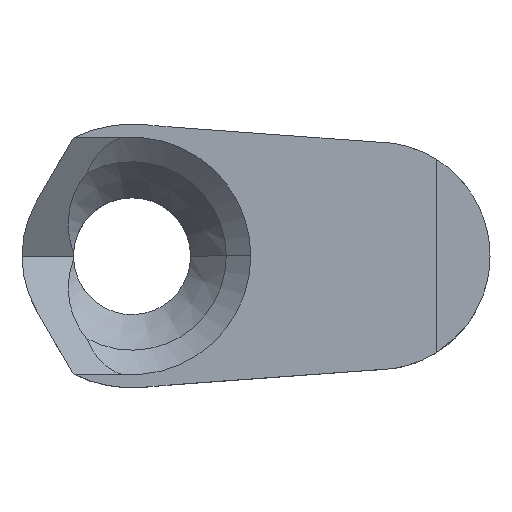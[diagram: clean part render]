
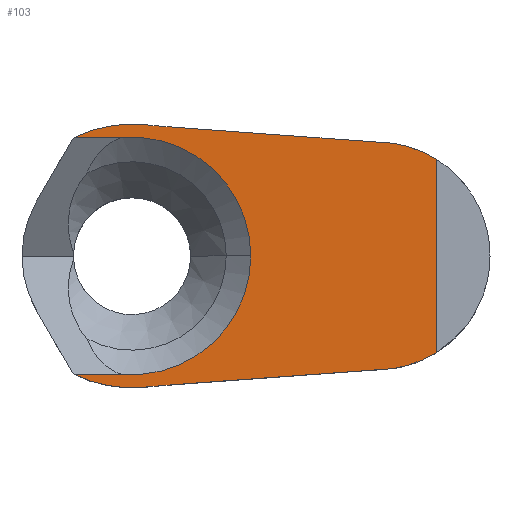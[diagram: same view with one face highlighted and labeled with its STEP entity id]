
A CAD part, top view. The second image highlights one B-rep face of the part: STEP entity #103.
In plain terms, the highlighted planar face has unit normal (0, 0, 1).
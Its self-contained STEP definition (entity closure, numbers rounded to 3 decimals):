
#6 = DIRECTION ( 'NONE',  ( 1., 0., 0. ) ) ;
#28 = ORIENTED_EDGE ( 'NONE', *, *, #874, .T. ) ;
#55 = CIRCLE ( 'NONE', #1060, 50. ) ;
#62 = CARTESIAN_POINT ( 'NONE',  ( 3.65, 0., 0. ) ) ;
#68 = CIRCLE ( 'NONE', #913, 3.5 ) ;
#103 = ADVANCED_FACE ( 'NONE', ( #247 ), #636, .T. ) ;
#105 = CARTESIAN_POINT ( 'NONE',  ( 0.295, 4.028, 0. ) ) ;
#110 = CARTESIAN_POINT ( 'NONE',  ( 1.375, -3.949, 0. ) ) ;
#164 = DIRECTION ( 'NONE',  ( 1., 0., 0. ) ) ;
#182 = VECTOR ( 'NONE', #1045, 1000. ) ;
#183 = ORIENTED_EDGE ( 'NONE', *, *, #1030, .T. ) ;
#187 = CARTESIAN_POINT ( 'NONE',  ( 5.032, -53.815, 0. ) ) ;
#193 = ORIENTED_EDGE ( 'NONE', *, *, #631, .F. ) ;
#212 = VERTEX_POINT ( 'NONE', #1220 ) ;
#223 = CARTESIAN_POINT ( 'NONE',  ( 7.5, -3.5, 0. ) ) ;
#242 = EDGE_CURVE ( 'NONE', #933, #902, #68, .T. ) ;
#244 = CARTESIAN_POINT ( 'NONE',  ( 9.35, 0., 0. ) ) ;
#247 = FACE_OUTER_BOUND ( 'NONE', #993, .T. ) ;
#292 = DIRECTION ( 'NONE',  ( 1., 0., 0. ) ) ;
#299 = VERTEX_POINT ( 'NONE', #936 ) ;
#300 = AXIS2_PLACEMENT_3D ( 'NONE', #540, #837, #292 ) ;
#301 = DIRECTION ( 'NONE',  ( 1., 0., 0. ) ) ;
#302 = CARTESIAN_POINT ( 'NONE',  ( 0., 0., 0. ) ) ;
#328 = EDGE_CURVE ( 'NONE', #1032, #551, #602, .T. ) ;
#345 = VERTEX_POINT ( 'NONE', #1127 ) ;
#357 = CIRCLE ( 'NONE', #986, 50. ) ;
#359 = VECTOR ( 'NONE', #939, 1000. ) ;
#379 = CIRCLE ( 'NONE', #960, 3.65 ) ;
#395 = EDGE_CURVE ( 'NONE', #212, #1126, #1240, .T. ) ;
#414 = CARTESIAN_POINT ( 'NONE',  ( 0.377, -4.032, 0. ) ) ;
#430 = ORIENTED_EDGE ( 'NONE', *, *, #680, .T. ) ;
#435 = LINE ( 'NONE', #1217, #851 ) ;
#441 = VERTEX_POINT ( 'NONE', #110 ) ;
#445 = AXIS2_PLACEMENT_3D ( 'NONE', #989, #1085, #301 ) ;
#458 = VERTEX_POINT ( 'NONE', #460 ) ;
#460 = CARTESIAN_POINT ( 'NONE',  ( -1.781, 3.637, 0. ) ) ;
#476 = DIRECTION ( 'NONE',  ( 1., 0., 0. ) ) ;
#481 = AXIS2_PLACEMENT_3D ( 'NONE', #490, #882, #6 ) ;
#483 = DIRECTION ( 'NONE',  ( 0., 0., 1. ) ) ;
#490 = CARTESIAN_POINT ( 'NONE',  ( 0., 0., 0. ) ) ;
#504 = VECTOR ( 'NONE', #1256, 1000. ) ;
#517 = DIRECTION ( 'NONE',  ( -1., 0., 0. ) ) ;
#534 = DIRECTION ( 'NONE',  ( 1., 0., 0. ) ) ;
#535 = CARTESIAN_POINT ( 'NONE',  ( 7.5, 3.5, 0. ) ) ;
#537 = ORIENTED_EDGE ( 'NONE', *, *, #242, .T. ) ;
#540 = CARTESIAN_POINT ( 'NONE',  ( 0., 0., 0. ) ) ;
#541 = LINE ( 'NONE', #735, #359 ) ;
#548 = CIRCLE ( 'NONE', #445, 4.05 ) ;
#551 = VERTEX_POINT ( 'NONE', #414 ) ;
#586 = LINE ( 'NONE', #105, #504 ) ;
#589 = ORIENTED_EDGE ( 'NONE', *, *, #827, .F. ) ;
#599 = DIRECTION ( 'NONE',  ( 1., 0., 0. ) ) ;
#602 = CIRCLE ( 'NONE', #979, 4.05 ) ;
#613 = LINE ( 'NONE', #244, #789 ) ;
#623 = EDGE_CURVE ( 'NONE', #212, #902, #613, .T. ) ;
#626 = ORIENTED_EDGE ( 'NONE', *, *, #1185, .T. ) ;
#631 = EDGE_CURVE ( 'NONE', #299, #458, #435, .T. ) ;
#636 = PLANE ( 'NONE',  #300 ) ;
#639 = ORIENTED_EDGE ( 'NONE', *, *, #785, .F. ) ;
#649 = CARTESIAN_POINT ( 'NONE',  ( 0., -3.637, 0. ) ) ;
#680 = EDGE_CURVE ( 'NONE', #805, #345, #55, .T. ) ;
#682 = AXIS2_PLACEMENT_3D ( 'NONE', #793, #1190, #599 ) ;
#735 = CARTESIAN_POINT ( 'NONE',  ( 0.295, -4.028, 0. ) ) ;
#736 = VERTEX_POINT ( 'NONE', #62 ) ;
#737 = CARTESIAN_POINT ( 'NONE',  ( 0., 0., 0. ) ) ;
#785 = EDGE_CURVE ( 'NONE', #736, #299, #379, .T. ) ;
#789 = VECTOR ( 'NONE', #1112, 1000. ) ;
#793 = CARTESIAN_POINT ( 'NONE',  ( 7.5, 0., 0. ) ) ;
#805 = VERTEX_POINT ( 'NONE', #889 ) ;
#809 = CIRCLE ( 'NONE', #481, 3.65 ) ;
#819 = EDGE_CURVE ( 'NONE', #805, #1126, #586, .T. ) ;
#827 = EDGE_CURVE ( 'NONE', #1243, #736, #809, .T. ) ;
#837 = DIRECTION ( 'NONE',  ( 0., 0., 1. ) ) ;
#840 = ORIENTED_EDGE ( 'NONE', *, *, #395, .T. ) ;
#851 = VECTOR ( 'NONE', #517, 1000. ) ;
#855 = LINE ( 'NONE', #649, #182 ) ;
#868 = DIRECTION ( 'NONE',  ( 0., 0., -1. ) ) ;
#874 = EDGE_CURVE ( 'NONE', #551, #441, #357, .T. ) ;
#882 = DIRECTION ( 'NONE',  ( 0., 0., 1. ) ) ;
#889 = CARTESIAN_POINT ( 'NONE',  ( 1.375, 3.949, 0. ) ) ;
#893 = ORIENTED_EDGE ( 'NONE', *, *, #328, .T. ) ;
#902 = VERTEX_POINT ( 'NONE', #918 ) ;
#913 = AXIS2_PLACEMENT_3D ( 'NONE', #1226, #947, #1235 ) ;
#918 = CARTESIAN_POINT ( 'NONE',  ( 9.35, -2.971, 0. ) ) ;
#933 = VERTEX_POINT ( 'NONE', #223 ) ;
#936 = CARTESIAN_POINT ( 'NONE',  ( -0.304, 3.637, 0. ) ) ;
#939 = DIRECTION ( 'NONE',  ( 0.997, 0.073, 0. ) ) ;
#947 = DIRECTION ( 'NONE',  ( 0., 0., 1. ) ) ;
#960 = AXIS2_PLACEMENT_3D ( 'NONE', #302, #483, #476 ) ;
#979 = AXIS2_PLACEMENT_3D ( 'NONE', #737, #1151, #534 ) ;
#986 = AXIS2_PLACEMENT_3D ( 'NONE', #187, #868, #1261 ) ;
#989 = CARTESIAN_POINT ( 'NONE',  ( 0., 0., 0. ) ) ;
#993 = EDGE_LOOP ( 'NONE', ( #193, #639, #589, #1070, #893, #28, #183, #537, #1092, #840, #1180, #430, #626 ) ) ;
#1021 = EDGE_CURVE ( 'NONE', #1032, #1243, #855, .T. ) ;
#1030 = EDGE_CURVE ( 'NONE', #441, #933, #541, .T. ) ;
#1032 = VERTEX_POINT ( 'NONE', #1034 ) ;
#1034 = CARTESIAN_POINT ( 'NONE',  ( -1.781, -3.637, 0. ) ) ;
#1045 = DIRECTION ( 'NONE',  ( 1., 0., 0. ) ) ;
#1060 = AXIS2_PLACEMENT_3D ( 'NONE', #1131, #1156, #164 ) ;
#1070 = ORIENTED_EDGE ( 'NONE', *, *, #1021, .F. ) ;
#1085 = DIRECTION ( 'NONE',  ( 0., 0., 1. ) ) ;
#1092 = ORIENTED_EDGE ( 'NONE', *, *, #623, .F. ) ;
#1112 = DIRECTION ( 'NONE',  ( 0., -1., 0. ) ) ;
#1126 = VERTEX_POINT ( 'NONE', #535 ) ;
#1127 = CARTESIAN_POINT ( 'NONE',  ( 0.377, 4.032, 0. ) ) ;
#1131 = CARTESIAN_POINT ( 'NONE',  ( 5.032, 53.815, 0. ) ) ;
#1151 = DIRECTION ( 'NONE',  ( 0., 0., 1. ) ) ;
#1156 = DIRECTION ( 'NONE',  ( 0., 0., -1. ) ) ;
#1162 = CARTESIAN_POINT ( 'NONE',  ( -0.304, -3.637, 0. ) ) ;
#1180 = ORIENTED_EDGE ( 'NONE', *, *, #819, .F. ) ;
#1185 = EDGE_CURVE ( 'NONE', #345, #458, #548, .T. ) ;
#1190 = DIRECTION ( 'NONE',  ( 0., 0., 1. ) ) ;
#1217 = CARTESIAN_POINT ( 'NONE',  ( 0., 3.637, 0. ) ) ;
#1220 = CARTESIAN_POINT ( 'NONE',  ( 9.35, 2.971, 0. ) ) ;
#1226 = CARTESIAN_POINT ( 'NONE',  ( 7.5, 0., 0. ) ) ;
#1235 = DIRECTION ( 'NONE',  ( 1., 0., 0. ) ) ;
#1240 = CIRCLE ( 'NONE', #682, 3.5 ) ;
#1243 = VERTEX_POINT ( 'NONE', #1162 ) ;
#1256 = DIRECTION ( 'NONE',  ( 0.997, -0.073, 0. ) ) ;
#1261 = DIRECTION ( 'NONE',  ( 1., 0., 0. ) ) ;
